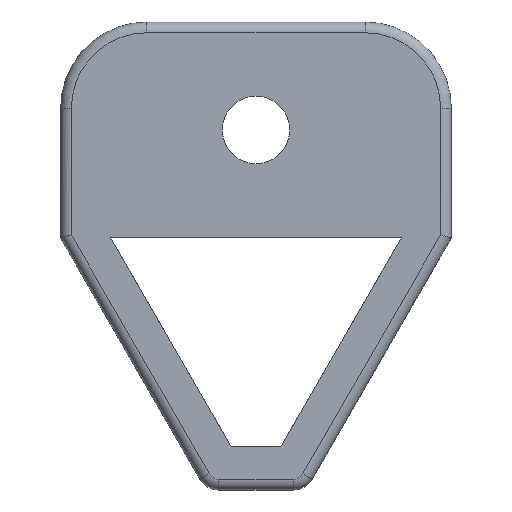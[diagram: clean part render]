
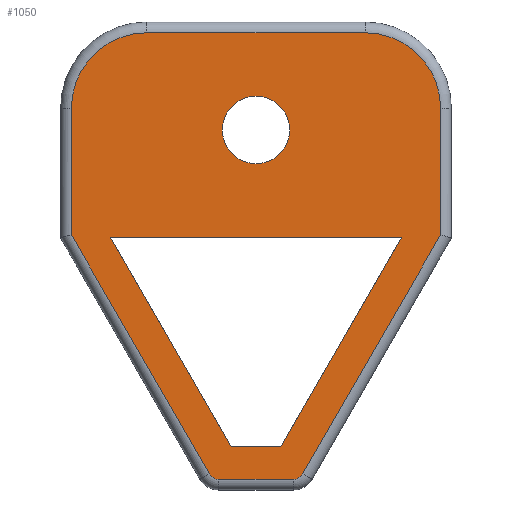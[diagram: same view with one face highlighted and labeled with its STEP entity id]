
A CAD part, front view. The second image highlights one B-rep face of the part: STEP entity #1050.
In plain terms, the highlighted planar face has unit normal (0, -1, 0).
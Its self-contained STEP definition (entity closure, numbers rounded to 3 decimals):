
#25=PLANE('',#1131);
#45=CIRCLE('',#1079,7.);
#49=CIRCLE('',#1086,1.);
#53=CIRCLE('',#1091,7.);
#56=CIRCLE('',#1098,1.);
#65=CIRCLE('',#1132,3.125);
#74=LINE('',#1400,#136);
#76=LINE('',#1415,#138);
#79=LINE('',#1422,#141);
#80=LINE('',#1439,#142);
#83=LINE('',#1446,#145);
#84=LINE('',#1454,#146);
#107=LINE('',#1515,#169);
#115=LINE('',#1550,#177);
#116=LINE('',#1552,#178);
#117=LINE('',#1554,#179);
#136=VECTOR('',#1165,1000.);
#138=VECTOR('',#1181,1000.);
#141=VECTOR('',#1188,1000.);
#142=VECTOR('',#1209,1000.);
#145=VECTOR('',#1216,1000.);
#146=VECTOR('',#1227,1000.);
#169=VECTOR('',#1284,1000.);
#177=VECTOR('',#1322,1000.);
#178=VECTOR('',#1323,1000.);
#179=VECTOR('',#1324,1000.);
#306=ORIENTED_EDGE('',*,*,#485,.F.);
#307=ORIENTED_EDGE('',*,*,#486,.F.);
#308=ORIENTED_EDGE('',*,*,#469,.F.);
#309=ORIENTED_EDGE('',*,*,#487,.F.);
#310=ORIENTED_EDGE('',*,*,#488,.F.);
#311=ORIENTED_EDGE('',*,*,#422,.T.);
#312=ORIENTED_EDGE('',*,*,#416,.T.);
#313=ORIENTED_EDGE('',*,*,#411,.T.);
#314=ORIENTED_EDGE('',*,*,#418,.T.);
#315=ORIENTED_EDGE('',*,*,#424,.T.);
#316=ORIENTED_EDGE('',*,*,#430,.T.);
#317=ORIENTED_EDGE('',*,*,#436,.T.);
#318=ORIENTED_EDGE('',*,*,#438,.T.);
#319=ORIENTED_EDGE('',*,*,#434,.T.);
#320=ORIENTED_EDGE('',*,*,#428,.T.);
#411=EDGE_CURVE('',#518,#517,#74,.T.);
#416=EDGE_CURVE('',#520,#518,#45,.T.);
#418=EDGE_CURVE('',#517,#523,#76,.T.);
#422=EDGE_CURVE('',#524,#520,#79,.T.);
#424=EDGE_CURVE('',#523,#527,#49,.T.);
#428=EDGE_CURVE('',#528,#524,#53,.T.);
#430=EDGE_CURVE('',#527,#531,#80,.T.);
#434=EDGE_CURVE('',#532,#528,#83,.T.);
#436=EDGE_CURVE('',#531,#535,#56,.T.);
#438=EDGE_CURVE('',#535,#532,#84,.T.);
#469=EDGE_CURVE('',#556,#557,#107,.T.);
#485=EDGE_CURVE('',#568,#568,#65,.F.);
#486=EDGE_CURVE('',#557,#569,#115,.T.);
#487=EDGE_CURVE('',#570,#556,#116,.T.);
#488=EDGE_CURVE('',#569,#570,#117,.T.);
#517=VERTEX_POINT('',#1399);
#518=VERTEX_POINT('',#1401);
#520=VERTEX_POINT('',#1407);
#523=VERTEX_POINT('',#1414);
#524=VERTEX_POINT('',#1419);
#527=VERTEX_POINT('',#1426);
#528=VERTEX_POINT('',#1431);
#531=VERTEX_POINT('',#1438);
#532=VERTEX_POINT('',#1443);
#535=VERTEX_POINT('',#1450);
#556=VERTEX_POINT('',#1514);
#557=VERTEX_POINT('',#1516);
#568=VERTEX_POINT('',#1549);
#569=VERTEX_POINT('',#1551);
#570=VERTEX_POINT('',#1553);
#623=EDGE_LOOP('',(#306));
#624=EDGE_LOOP('',(#307,#308,#309,#310));
#625=EDGE_LOOP('',(#311,#312,#313,#314,#315,#316,#317,#318,#319,#320));
#679=FACE_BOUND('',#623,.T.);
#680=FACE_BOUND('',#624,.T.);
#681=FACE_BOUND('',#625,.T.);
#1050=ADVANCED_FACE('',(#679,#680,#681),#25,.F.);
#1079=AXIS2_PLACEMENT_3D('',#1410,#1175,#1176);
#1086=AXIS2_PLACEMENT_3D('',#1427,#1193,#1194);
#1091=AXIS2_PLACEMENT_3D('',#1434,#1203,#1204);
#1098=AXIS2_PLACEMENT_3D('',#1451,#1221,#1222);
#1131=AXIS2_PLACEMENT_3D('',#1547,#1318,#1319);
#1132=AXIS2_PLACEMENT_3D('',#1548,#1320,#1321);
#1165=DIRECTION('',(0.,0.,-1.));
#1175=DIRECTION('',(0.,-1.,0.));
#1176=DIRECTION('',(0.,0.,1.));
#1181=DIRECTION('',(0.5,0.,-0.866));
#1188=DIRECTION('',(-1.,0.,0.));
#1193=DIRECTION('',(0.,-1.,0.));
#1194=DIRECTION('',(0.,0.,1.));
#1203=DIRECTION('',(0.,-1.,0.));
#1204=DIRECTION('',(0.,0.,1.));
#1209=DIRECTION('',(1.,0.,0.));
#1216=DIRECTION('',(0.,0.,1.));
#1221=DIRECTION('',(0.,-1.,0.));
#1222=DIRECTION('',(0.,0.,1.));
#1227=DIRECTION('',(0.5,0.,0.866));
#1284=DIRECTION('',(-1.,0.,0.));
#1318=DIRECTION('',(0.,1.,0.));
#1319=DIRECTION('',(0.,0.,1.));
#1320=DIRECTION('',(0.,1.,0.));
#1321=DIRECTION('',(0.,0.,1.));
#1322=DIRECTION('',(0.5,0.,-0.866));
#1323=DIRECTION('',(0.5,0.,0.866));
#1324=DIRECTION('',(1.,0.,0.));
#1399=CARTESIAN_POINT('',(-17.113,0.,0.268));
#1400=CARTESIAN_POINT('',(-17.113,0.,0.));
#1401=CARTESIAN_POINT('',(-17.113,0.,12.));
#1407=CARTESIAN_POINT('',(-10.113,0.,19.));
#1410=CARTESIAN_POINT('',(-10.113,0.,12.));
#1414=CARTESIAN_POINT('',(-4.326,0.,-21.88));
#1415=CARTESIAN_POINT('',(-12.719,0.,-7.343));
#1419=CARTESIAN_POINT('',(10.113,0.,19.));
#1422=CARTESIAN_POINT('',(0.,0.,19.));
#1426=CARTESIAN_POINT('',(-3.46,0.,-22.38));
#1427=CARTESIAN_POINT('',(-3.46,0.,-21.38));
#1431=CARTESIAN_POINT('',(17.113,0.,12.));
#1434=CARTESIAN_POINT('',(10.113,0.,12.));
#1438=CARTESIAN_POINT('',(3.46,0.,-22.38));
#1439=CARTESIAN_POINT('',(0.,0.,-22.38));
#1443=CARTESIAN_POINT('',(17.113,0.,0.268));
#1446=CARTESIAN_POINT('',(17.113,0.,0.));
#1450=CARTESIAN_POINT('',(4.326,0.,-21.88));
#1451=CARTESIAN_POINT('',(3.46,0.,-21.38));
#1454=CARTESIAN_POINT('',(12.719,0.,-7.343));
#1514=CARTESIAN_POINT('',(13.495,0.,0.));
#1515=CARTESIAN_POINT('',(-18.113,0.,0.));
#1516=CARTESIAN_POINT('',(-13.495,0.,0.));
#1547=CARTESIAN_POINT('',(0.,0.,0.));
#1548=CARTESIAN_POINT('',(0.,0.,10.));
#1549=CARTESIAN_POINT('',(0.,0.,13.125));
#1550=CARTESIAN_POINT('',(-2.306,0.,-19.38));
#1551=CARTESIAN_POINT('',(-2.306,0.,-19.38));
#1552=CARTESIAN_POINT('',(2.306,0.,-19.38));
#1553=CARTESIAN_POINT('',(2.306,0.,-19.38));
#1554=CARTESIAN_POINT('',(2.306,0.,-19.38));
